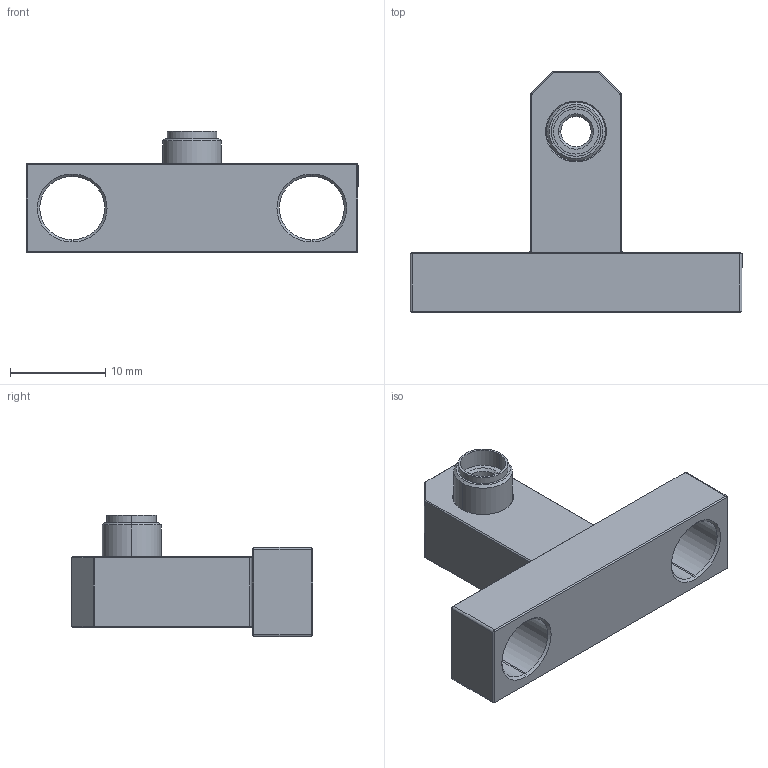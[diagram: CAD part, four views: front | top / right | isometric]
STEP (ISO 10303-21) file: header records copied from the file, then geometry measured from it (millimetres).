
FILE_DESCRIPTION (( 'STEP AP203' ), '1' );
FILE_NAME ('111116.stp', '2018-02-01T23:11:15', ( '' ), ( '' ), 'SwSTEP 2.0', 'SolidWorks 2012', '' );
FILE_SCHEMA (( 'CONFIG_CONTROL_DESIGN' ));
Length unit declared in the file: centimetre
Products named in the file (1): 111116
Bounding box: 34.92 x 25.4 x 12.78 mm (x, y, z)
Volume: 2945.7 mm3; surface area: 2118.2 mm2
Topology: 1 solids, 1 shells, 109 faces, 248 edges, 146 vertices
Faces by surface type: plane 47, cone 40, cylinder 22
Entity records: 3096 total; most frequent: DIRECTION 541, CARTESIAN_POINT 537, ORIENTED_EDGE 496, EDGE_CURVE 248, AXIS2_PLACEMENT_3D 200, VERTEX_POINT 146, VECTOR 141, LINE 141
